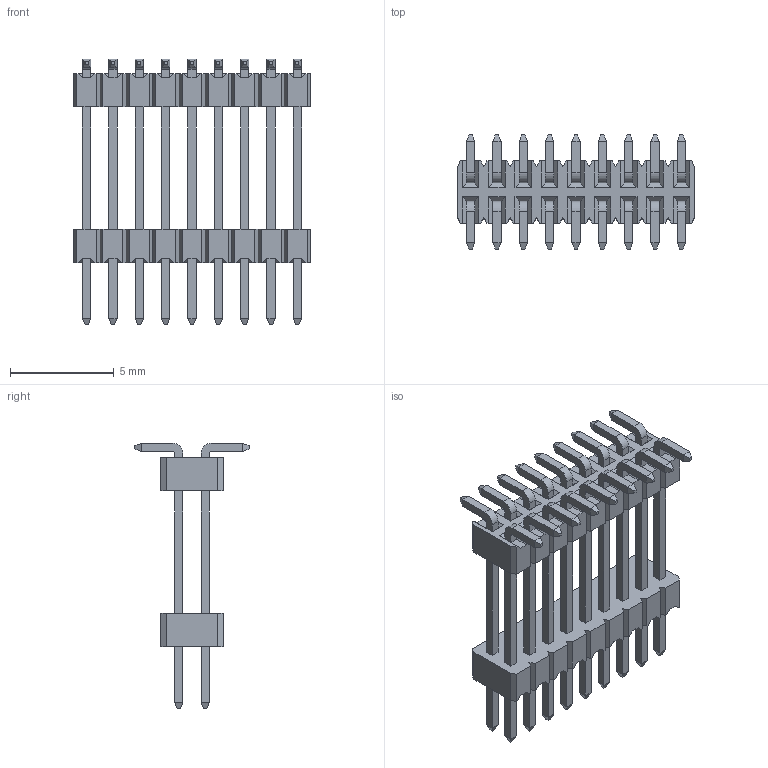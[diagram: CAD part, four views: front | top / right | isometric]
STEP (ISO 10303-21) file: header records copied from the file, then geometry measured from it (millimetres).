
FILE_DESCRIPTION(/* description */ (''),/* implementation_level */ '2;1');
FILE_NAME(/* name */ '7073-018-16-30-00-xx-xx.stp',/* time_stamp */ '2025-08-07T14:01:41+02:00',/* author */ ('Andreas.Larin'),/* organization */ (''),/* preprocessor_version */ 'ST-DEVELOPER v20',/* originating_system */ 'Autodesk Inventor 2025',/* authorisation */ '');
FILE_SCHEMA (('AUTOMOTIVE_DESIGN { 1 0 10303 214 3 1 1 }'));
Length unit declared in the file: millimetre
Products named in the file (1): 7073-018-16-30-00-xx-xx
Bounding box: 11.43 x 5.5 x 12.8 mm (x, y, z)
Volume: 135.4 mm3; surface area: 569 mm2
Topology: 1 solids, 1 shells, 728 faces, 1884 edges, 1160 vertices
Faces by surface type: plane 692, cylinder 36
Entity records: 22273 total; most frequent: CARTESIAN_POINT 3773, ORIENTED_EDGE 3768, DIRECTION 3414, EDGE_CURVE 1884, LINE 1812, VECTOR 1812, VERTEX_POINT 1160, AXIS2_PLACEMENT_3D 801
